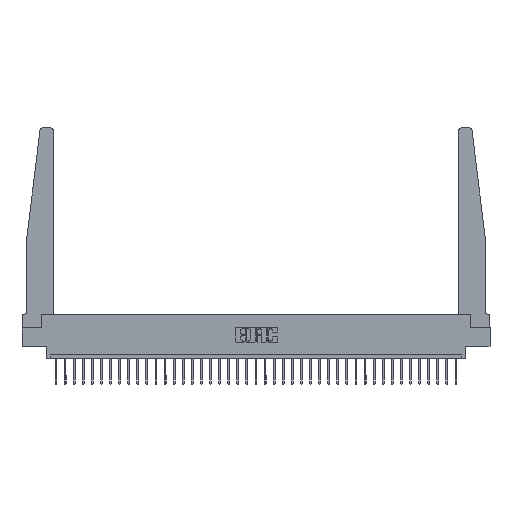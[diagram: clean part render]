
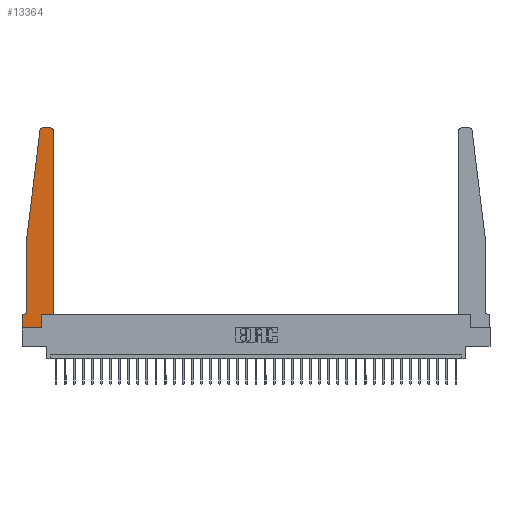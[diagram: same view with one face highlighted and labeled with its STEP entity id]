
A CAD part, top view. The second image highlights one B-rep face of the part: STEP entity #13364.
In plain terms, the highlighted planar face has unit normal (0, 0, 1).
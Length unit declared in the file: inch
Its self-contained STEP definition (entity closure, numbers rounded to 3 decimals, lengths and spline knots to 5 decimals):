
#637 = VERTEX_POINT ( 'NONE', #1914 ) ;
#647 = LINE ( 'NONE', #25908, #30239 ) ;
#958 = DIRECTION ( 'NONE',  ( 1., 0., 0. ) ) ;
#1137 = ORIENTED_EDGE ( 'NONE', *, *, #11569, .T. ) ;
#1350 = DIRECTION ( 'NONE',  ( 1., 0., 0. ) ) ;
#1647 = CIRCLE ( 'NONE', #23424, 0.03 ) ;
#1914 = CARTESIAN_POINT ( 'NONE',  ( 0.27653, 2.75, 0.37 ) ) ;
#1978 = LINE ( 'NONE', #12086, #6924 ) ;
#2068 = ORIENTED_EDGE ( 'NONE', *, *, #23275, .T. ) ;
#2741 = DIRECTION ( 'NONE',  ( 1., 0., 0. ) ) ;
#2758 = EDGE_CURVE ( 'NONE', #28031, #24116, #32633, .T. ) ;
#2848 = DIRECTION ( 'NONE',  ( -1., 0., 0. ) ) ;
#3473 = VERTEX_POINT ( 'NONE', #9256 ) ;
#4955 = ORIENTED_EDGE ( 'NONE', *, *, #25511, .T. ) ;
#5150 = EDGE_CURVE ( 'NONE', #9444, #3473, #13602, .T. ) ;
#5169 = DIRECTION ( 'NONE',  ( -0.122, -0.992, 0. ) ) ;
#5421 = DIRECTION ( 'NONE',  ( 0., 1., 0. ) ) ;
#5742 = DIRECTION ( 'NONE',  ( 0., 1., 0. ) ) ;
#6171 = ORIENTED_EDGE ( 'NONE', *, *, #16605, .T. ) ;
#6497 = CARTESIAN_POINT ( 'NONE',  ( 0.2605, 0., 0.37 ) ) ;
#6841 = DIRECTION ( 'NONE',  ( 1., 0., 0. ) ) ;
#6924 = VECTOR ( 'NONE', #5421, 39.37008 ) ;
#7941 = VECTOR ( 'NONE', #25555, 39.37008 ) ;
#8013 = EDGE_CURVE ( 'NONE', #10499, #29936, #24611, .T. ) ;
#8099 = CARTESIAN_POINT ( 'NONE',  ( 0.425, 0.18, 0.37 ) ) ;
#8189 = DIRECTION ( 'NONE',  ( 0., 0., 1. ) ) ;
#8621 = FACE_OUTER_BOUND ( 'NONE', #32065, .T. ) ;
#9256 = CARTESIAN_POINT ( 'NONE',  ( 0.395, 2.75, 0.37 ) ) ;
#9353 = CARTESIAN_POINT ( 'NONE',  ( 0., 0.1875, 0.37 ) ) ;
#9444 = VERTEX_POINT ( 'NONE', #20472 ) ;
#9498 = ORIENTED_EDGE ( 'NONE', *, *, #29878, .T. ) ;
#9547 = LINE ( 'NONE', #25847, #24446 ) ;
#9791 = EDGE_CURVE ( 'NONE', #13254, #28815, #28570, .T. ) ;
#10170 = ORIENTED_EDGE ( 'NONE', *, *, #5150, .T. ) ;
#10499 = VERTEX_POINT ( 'NONE', #19813 ) ;
#10500 = DIRECTION ( 'NONE',  ( 0., 0., -1. ) ) ;
#10861 = VERTEX_POINT ( 'NONE', #28601 ) ;
#11569 = EDGE_CURVE ( 'NONE', #10861, #30575, #29357, .T. ) ;
#11680 = CARTESIAN_POINT ( 'NONE',  ( 0.425, 0.18, 0.37 ) ) ;
#12086 = CARTESIAN_POINT ( 'NONE',  ( 0.2605, 0.18, 0.37 ) ) ;
#12199 = ORIENTED_EDGE ( 'NONE', *, *, #18967, .T. ) ;
#12255 = VECTOR ( 'NONE', #2848, 39.37008 ) ;
#12505 = LINE ( 'NONE', #20659, #32562 ) ;
#13254 = VERTEX_POINT ( 'NONE', #30615 ) ;
#13364 = ADVANCED_FACE ( 'NONE', ( #8621 ), #21782, .T. ) ;
#13602 = CIRCLE ( 'NONE', #28496, 0.03 ) ;
#13746 = ORIENTED_EDGE ( 'NONE', *, *, #18886, .T. ) ;
#13794 = DIRECTION ( 'NONE',  ( 0., 0., 1. ) ) ;
#14606 = AXIS2_PLACEMENT_3D ( 'NONE', #18002, #10500, #20661 ) ;
#14797 = CARTESIAN_POINT ( 'NONE',  ( 0.065, 0.2375, 0.37 ) ) ;
#14807 = CARTESIAN_POINT ( 'NONE',  ( 0.065, 0.1875, 0.37 ) ) ;
#14847 = VERTEX_POINT ( 'NONE', #30068 ) ;
#16072 = DIRECTION ( 'NONE',  ( -1., 0., 0. ) ) ;
#16605 = EDGE_CURVE ( 'NONE', #24116, #10499, #9547, .T. ) ;
#16645 = EDGE_CURVE ( 'NONE', #637, #14847, #1647, .T. ) ;
#17987 = VECTOR ( 'NONE', #22267, 39.37008 ) ;
#18002 = CARTESIAN_POINT ( 'NONE',  ( 0.015, 0.2375, 0.37 ) ) ;
#18367 = CARTESIAN_POINT ( 'NONE',  ( 0.015, 0.1875, 0.37 ) ) ;
#18412 = CARTESIAN_POINT ( 'NONE',  ( 0.25, 2.75, 0.37 ) ) ;
#18577 = LINE ( 'NONE', #18412, #27064 ) ;
#18886 = EDGE_CURVE ( 'NONE', #30575, #9444, #647, .T. ) ;
#18967 = EDGE_CURVE ( 'NONE', #3473, #637, #18577, .T. ) ;
#19189 = AXIS2_PLACEMENT_3D ( 'NONE', #31941, #13794, #1350 ) ;
#19813 = CARTESIAN_POINT ( 'NONE',  ( 0., 0., 0.37 ) ) ;
#20472 = CARTESIAN_POINT ( 'NONE',  ( 0.425, 2.72, 0.37 ) ) ;
#20516 = CARTESIAN_POINT ( 'NONE',  ( 0.27653, 2.72, 0.37 ) ) ;
#20659 = CARTESIAN_POINT ( 'NONE',  ( 0.065, 1.25, 0.37 ) ) ;
#20661 = DIRECTION ( 'NONE',  ( -1., 0., 0. ) ) ;
#20851 = DIRECTION ( 'NONE',  ( 0., -1., 0. ) ) ;
#21782 = PLANE ( 'NONE',  #19189 ) ;
#22267 = DIRECTION ( 'NONE',  ( 1., 0., 0. ) ) ;
#23055 = CARTESIAN_POINT ( 'NONE',  ( 0.395, 2.72, 0.37 ) ) ;
#23275 = EDGE_CURVE ( 'NONE', #29936, #10861, #1978, .T. ) ;
#23424 = AXIS2_PLACEMENT_3D ( 'NONE', #20516, #8189, #2741 ) ;
#24116 = VERTEX_POINT ( 'NONE', #9353 ) ;
#24446 = VECTOR ( 'NONE', #20851, 39.37008 ) ;
#24611 = LINE ( 'NONE', #24777, #17987 ) ;
#24777 = CARTESIAN_POINT ( 'NONE',  ( 0., 0., 0.37 ) ) ;
#25248 = CIRCLE ( 'NONE', #14606, 0.05 ) ;
#25393 = CARTESIAN_POINT ( 'NONE',  ( 0.065, 1.25, 0.37 ) ) ;
#25511 = EDGE_CURVE ( 'NONE', #14847, #13254, #12505, .T. ) ;
#25555 = DIRECTION ( 'NONE',  ( 0., -1., 0. ) ) ;
#25847 = CARTESIAN_POINT ( 'NONE',  ( 0., 0., 0.37 ) ) ;
#25908 = CARTESIAN_POINT ( 'NONE',  ( 0.425, 0.18, 0.37 ) ) ;
#27064 = VECTOR ( 'NONE', #16072, 39.37008 ) ;
#27284 = ORIENTED_EDGE ( 'NONE', *, *, #2758, .T. ) ;
#28031 = VERTEX_POINT ( 'NONE', #18367 ) ;
#28209 = VECTOR ( 'NONE', #6841, 39.37008 ) ;
#28496 = AXIS2_PLACEMENT_3D ( 'NONE', #23055, #31050, #958 ) ;
#28570 = LINE ( 'NONE', #25393, #7941 ) ;
#28601 = CARTESIAN_POINT ( 'NONE',  ( 0.2605, 0.18, 0.37 ) ) ;
#28815 = VERTEX_POINT ( 'NONE', #14797 ) ;
#29357 = LINE ( 'NONE', #11680, #28209 ) ;
#29878 = EDGE_CURVE ( 'NONE', #28815, #28031, #25248, .T. ) ;
#29936 = VERTEX_POINT ( 'NONE', #6497 ) ;
#30068 = CARTESIAN_POINT ( 'NONE',  ( 0.24675, 2.72367, 0.37 ) ) ;
#30239 = VECTOR ( 'NONE', #5742, 39.37008 ) ;
#30371 = ORIENTED_EDGE ( 'NONE', *, *, #9791, .T. ) ;
#30575 = VERTEX_POINT ( 'NONE', #8099 ) ;
#30615 = CARTESIAN_POINT ( 'NONE',  ( 0.065, 1.25, 0.37 ) ) ;
#30852 = ORIENTED_EDGE ( 'NONE', *, *, #8013, .T. ) ;
#31050 = DIRECTION ( 'NONE',  ( 0., 0., 1. ) ) ;
#31941 = CARTESIAN_POINT ( 'NONE',  ( 0., 0.1875, 0.37 ) ) ;
#32065 = EDGE_LOOP ( 'NONE', ( #12199, #32435, #4955, #30371, #9498, #27284, #6171, #30852, #2068, #1137, #13746, #10170 ) ) ;
#32435 = ORIENTED_EDGE ( 'NONE', *, *, #16645, .T. ) ;
#32562 = VECTOR ( 'NONE', #5169, 39.37008 ) ;
#32633 = LINE ( 'NONE', #14807, #12255 ) ;
